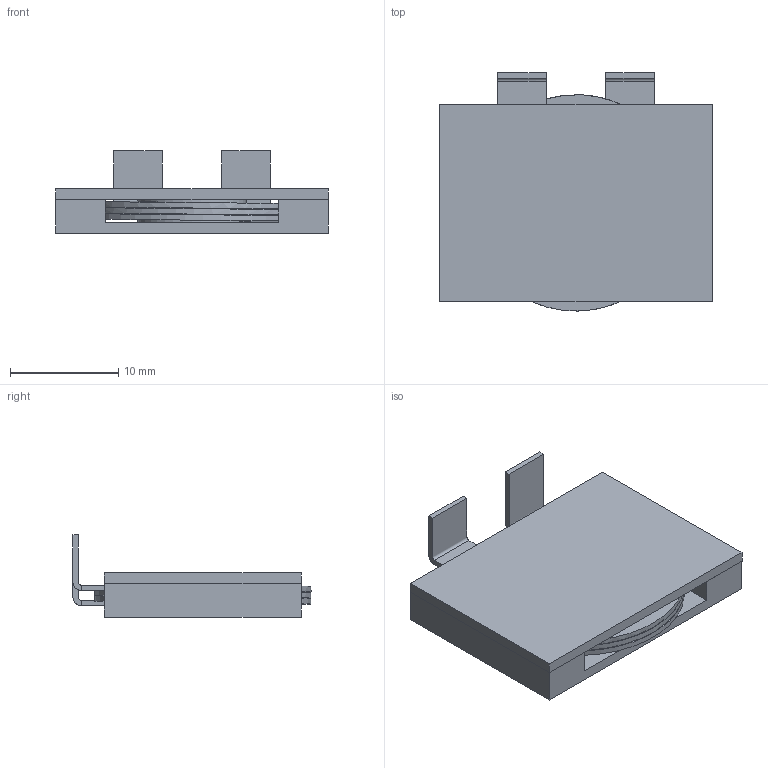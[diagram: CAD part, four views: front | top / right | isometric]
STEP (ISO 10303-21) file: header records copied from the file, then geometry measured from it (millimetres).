
FILE_DESCRIPTION( ( 'Unknown' ), '1' );
FILE_NAME( '7443762504022.stp', 'Unknown', ( 'Unknown' ), ( 'Unknown' ), 'PSStep 21.0.46', 'Unknown', ' ' );
FILE_SCHEMA( ( 'AUTOMOTIVE_DESIGN { 1 0 10303 214 1 1 1 1 }' ) );
Length unit declared in the file: millimetre
Products named in the file (4): Assem1; base_top; base_bottom; Coil
Assembly tree (3 placements, depth 2):
  Assem1
    base_top
    base_bottom
    Coil
Bounding box: 25.2 x 22 x 7.6 mm (x, y, z)
Volume: 1686.8 mm3; surface area: 3787.1 mm2
Topology: 3 solids, 3 shells, 116 faces, 315 edges, 212 vertices
Faces by surface type: plane 85, extrusion 16, bspline 10, cylinder 5
Full cylindrical faces by diameter (mm): 10 x1
Entity records: 6446 total; most frequent: CARTESIAN_POINT 2844, ORIENTED_EDGE 626, DIRECTION 375, EDGE_CURVE 313, VERTEX_POINT 212, VECTOR 163, B_SPLINE_CURVE_WITH_KNOTS 162, LINE 147
